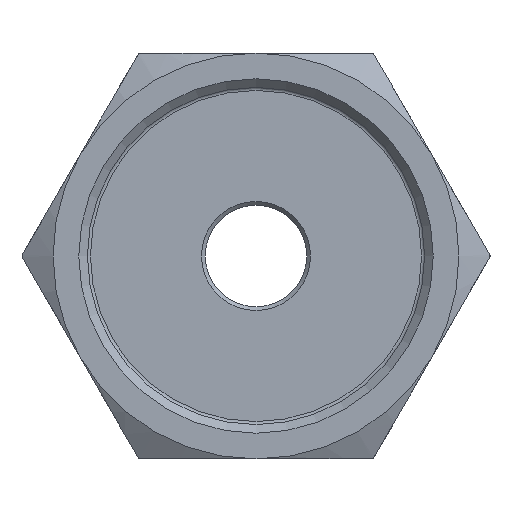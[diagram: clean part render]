
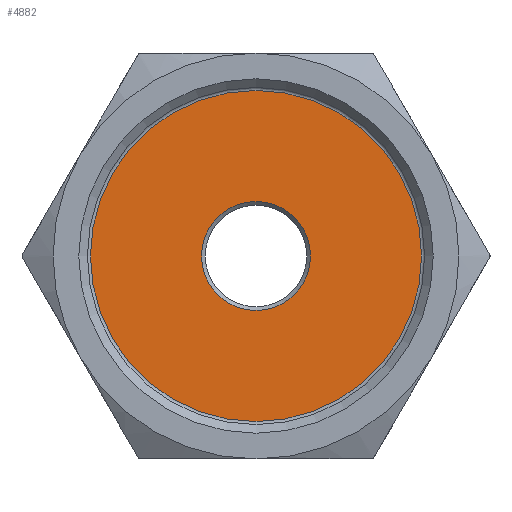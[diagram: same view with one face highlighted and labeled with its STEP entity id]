
A CAD part, left-side view. The second image highlights one B-rep face of the part: STEP entity #4882.
In plain terms, the highlighted planar face has unit normal (-1, 0, 0).
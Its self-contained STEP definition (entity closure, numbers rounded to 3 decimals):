
#647 = ORIENTED_EDGE ( 'NONE', *, *, #5295, .F. ) ;
#705 = ORIENTED_EDGE ( 'NONE', *, *, #5185, .F. ) ;
#1127 = EDGE_LOOP ( 'NONE', ( #647 ) ) ;
#1134 = EDGE_LOOP ( 'NONE', ( #705 ) ) ;
#2041 = PLANE ( 'NONE',  #6887 ) ;
#2055 = FACE_OUTER_BOUND ( 'NONE', #1134, .T. ) ;
#2068 = CARTESIAN_POINT ( 'NONE',  ( 20.5, 0., -22.522 ) ) ;
#2071 = DIRECTION ( 'NONE',  ( 0., 1., 0. ) ) ;
#2074 = FACE_BOUND ( 'NONE', #1127, .T. ) ;
#2079 = DIRECTION ( 'NONE',  ( 1., 0., 0. ) ) ;
#3910 = CIRCLE ( 'NONE', #3940, 22.023 ) ;
#3940 = AXIS2_PLACEMENT_3D ( 'NONE', #6109, #6111, #6118 ) ;
#3976 = CIRCLE ( 'NONE', #3990, 7.25 ) ;
#3990 = AXIS2_PLACEMENT_3D ( 'NONE', #9551, #9563, #9562 ) ;
#4813 = CARTESIAN_POINT ( 'NONE',  ( 20.5, 0., 22.023 ) ) ;
#4817 = CARTESIAN_POINT ( 'NONE',  ( 20.5, 0., 7.25 ) ) ;
#4820 = VERTEX_POINT ( 'NONE', #4813 ) ;
#4835 = VERTEX_POINT ( 'NONE', #4817 ) ;
#4882 = ADVANCED_FACE ( 'NONE', ( #2074, #2055 ), #2041, .F. ) ;
#5185 = EDGE_CURVE ( 'NONE', #4820, #4820, #3910, .T. ) ;
#5295 = EDGE_CURVE ( 'NONE', #4835, #4835, #3976, .T. ) ;
#6109 = CARTESIAN_POINT ( 'NONE',  ( 20.5, 0., 0. ) ) ;
#6111 = DIRECTION ( 'NONE',  ( 1., 0., 0. ) ) ;
#6118 = DIRECTION ( 'NONE',  ( 0., 0., 1. ) ) ;
#6887 = AXIS2_PLACEMENT_3D ( 'NONE', #2068, #2079, #2071 ) ;
#9551 = CARTESIAN_POINT ( 'NONE',  ( 20.5, 0., 0. ) ) ;
#9562 = DIRECTION ( 'NONE',  ( 0., 0., 1. ) ) ;
#9563 = DIRECTION ( 'NONE',  ( -1., 0., 0. ) ) ;
